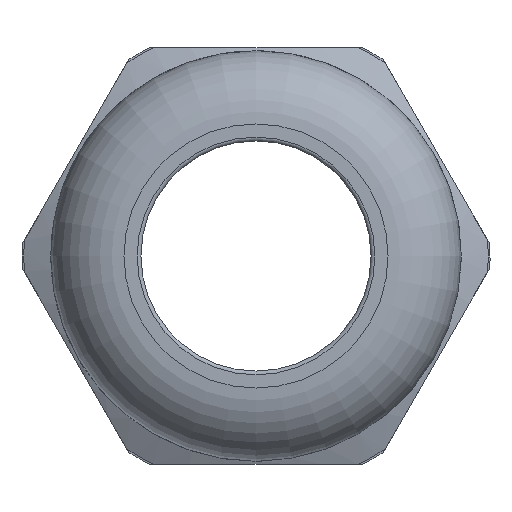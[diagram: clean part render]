
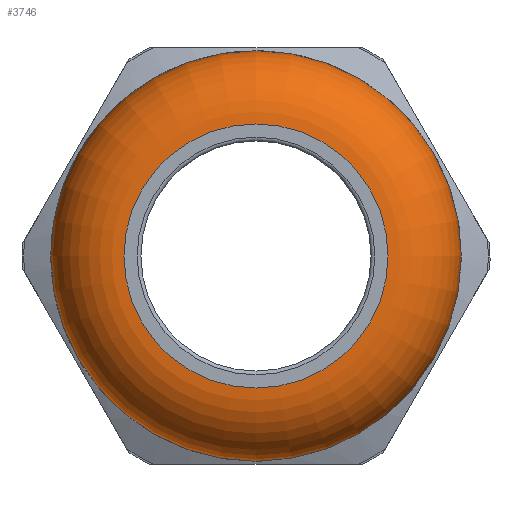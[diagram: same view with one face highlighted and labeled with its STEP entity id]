
A CAD part, left-side view. The second image highlights one B-rep face of the part: STEP entity #3746.
In plain terms, the highlighted toroidal (fillet/blend) face has major radius 6.97 mm and minor radius 3.86 mm.
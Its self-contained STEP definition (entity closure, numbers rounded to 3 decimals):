
#644=TOROIDAL_SURFACE('',#4057,6.97,3.86);
#680=FACE_BOUND('',#1047,.T.);
#813=FACE_OUTER_BOUND('',#1046,.T.);
#1046=EDGE_LOOP('',(#2617));
#1047=EDGE_LOOP('',(#2618));
#1290=CIRCLE('',#4025,6.97);
#1305=CIRCLE('',#4058,10.83);
#1589=VERTEX_POINT('',#6522);
#1616=VERTEX_POINT('',#7071);
#1968=EDGE_CURVE('',#1589,#1589,#1290,.T.);
#2009=EDGE_CURVE('',#1616,#1616,#1305,.T.);
#2617=ORIENTED_EDGE('',*,*,#2009,.F.);
#2618=ORIENTED_EDGE('',*,*,#1968,.T.);
#3746=ADVANCED_FACE('',(#813,#680),#644,.T.);
#4025=AXIS2_PLACEMENT_3D('',#6523,#4522,#4523);
#4057=AXIS2_PLACEMENT_3D('',#7070,#4598,#4599);
#4058=AXIS2_PLACEMENT_3D('',#7072,#4600,#4601);
#4522=DIRECTION('center_axis',(1.,0.,0.));
#4523=DIRECTION('ref_axis',(0.,0.,-1.));
#4598=DIRECTION('center_axis',(1.,0.,0.));
#4599=DIRECTION('ref_axis',(0.,0.,-1.));
#4600=DIRECTION('center_axis',(1.,0.,0.));
#4601=DIRECTION('ref_axis',(0.,0.,-1.));
#6522=CARTESIAN_POINT('',(-15.42,6.97,0.));
#6523=CARTESIAN_POINT('Origin',(-15.42,0.,0.));
#7070=CARTESIAN_POINT('Origin',(-11.56,0.,0.));
#7071=CARTESIAN_POINT('',(-11.56,10.83,0.));
#7072=CARTESIAN_POINT('Origin',(-11.56,0.,0.));
